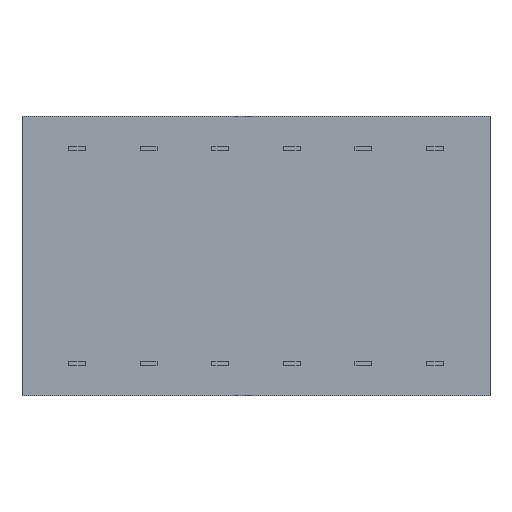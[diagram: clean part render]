
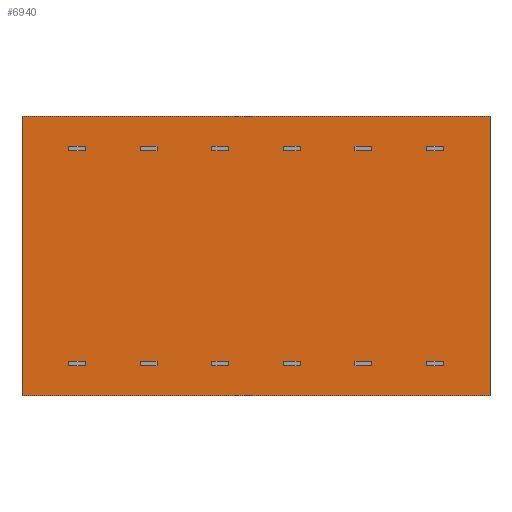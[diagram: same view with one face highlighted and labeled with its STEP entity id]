
A CAD part, front view. The second image highlights one B-rep face of the part: STEP entity #6940.
In plain terms, the highlighted planar face has unit normal (0, -1, 0).
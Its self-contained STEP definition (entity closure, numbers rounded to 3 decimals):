
#580=FACE_OUTER_BOUND('',#1012,.T.);
#1012=EDGE_LOOP('',(#4771,#4772,#4773,#4774));
#1501=LINE('',#9193,#2233);
#1513=LINE('',#9216,#2245);
#1514=LINE('',#9219,#2246);
#1515=LINE('',#9220,#2247);
#2233=VECTOR('',#7833,10.);
#2245=VECTOR('',#7855,10.);
#2246=VECTOR('',#7858,10.);
#2247=VECTOR('',#7859,10.);
#2938=VERTEX_POINT('',#9190);
#2939=VERTEX_POINT('',#9192);
#2945=VERTEX_POINT('',#9214);
#2946=VERTEX_POINT('',#9218);
#3645=EDGE_CURVE('',#2939,#2938,#1501,.T.);
#3657=EDGE_CURVE('',#2938,#2945,#1513,.T.);
#3658=EDGE_CURVE('',#2946,#2945,#1514,.T.);
#3659=EDGE_CURVE('',#2939,#2946,#1515,.T.);
#4771=ORIENTED_EDGE('',*,*,#3645,.T.);
#4772=ORIENTED_EDGE('',*,*,#3657,.T.);
#4773=ORIENTED_EDGE('',*,*,#3658,.F.);
#4774=ORIENTED_EDGE('',*,*,#3659,.F.);
#6658=PLANE('',#7416);
#6940=ADVANCED_FACE('',(#580),#6658,.T.);
#7416=AXIS2_PLACEMENT_3D('',#9217,#7856,#7857);
#7833=DIRECTION('',(0.,0.,-1.));
#7855=DIRECTION('',(1.,0.,0.));
#7856=DIRECTION('center_axis',(0.,-1.,0.));
#7857=DIRECTION('ref_axis',(0.,0.,-1.));
#7858=DIRECTION('',(0.,0.,-1.));
#7859=DIRECTION('',(1.,0.,0.));
#9190=CARTESIAN_POINT('',(-8.3,0.,-4.95));
#9192=CARTESIAN_POINT('',(-8.3,0.,4.95));
#9193=CARTESIAN_POINT('',(-8.3,0.,4.95));
#9214=CARTESIAN_POINT('',(8.3,0.,-4.95));
#9216=CARTESIAN_POINT('',(-8.3,0.,-4.95));
#9217=CARTESIAN_POINT('Origin',(-8.3,0.,4.95));
#9218=CARTESIAN_POINT('',(8.3,0.,4.95));
#9219=CARTESIAN_POINT('',(8.3,0.,4.95));
#9220=CARTESIAN_POINT('',(-8.3,0.,4.95));
